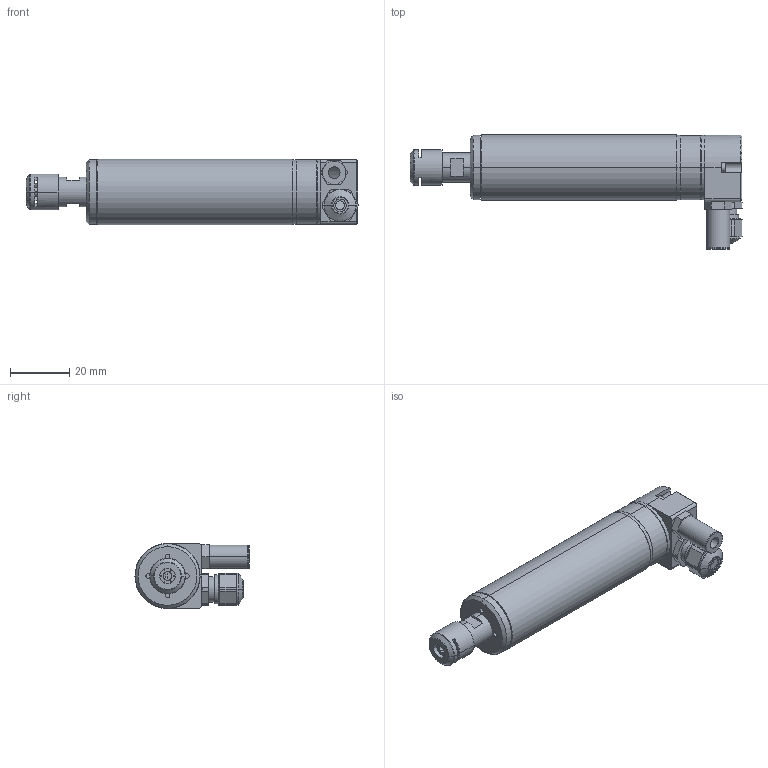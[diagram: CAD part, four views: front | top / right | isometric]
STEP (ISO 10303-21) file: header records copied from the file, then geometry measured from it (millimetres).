
FILE_DESCRIPTION (( 'STEP AP203' ), '1' );
FILE_NAME ('022S100S-02-.STEP', '2012-04-24T12:27:53', ( 'FM10CAD1' ), ( 'IBAG Switzerland AG' ), 'SwSTEP 2.0', 'SolidWorks 2010', '' );
FILE_SCHEMA (( 'CONFIG_CONTROL_DESIGN' ));
Length unit declared in the file: millimetre
Products named in the file (1): 022S100S-02-
Bounding box: 112.03 x 38.5 x 22 mm (x, y, z)
Surface area: 11835.2 mm2 (no closed solid volume)
Topology: 0 solids, 18 shells, 223 faces, 699 edges, 490 vertices
Faces by surface type: plane 102, cylinder 77, cone 30, torus 14
Entity records: 7968 total; most frequent: CARTESIAN_POINT 1547, DIRECTION 1434, ORIENTED_EDGE 1148, EDGE_CURVE 695, AXIS2_PLACEMENT_3D 547, VERTEX_POINT 490, LINE 340, VECTOR 340
